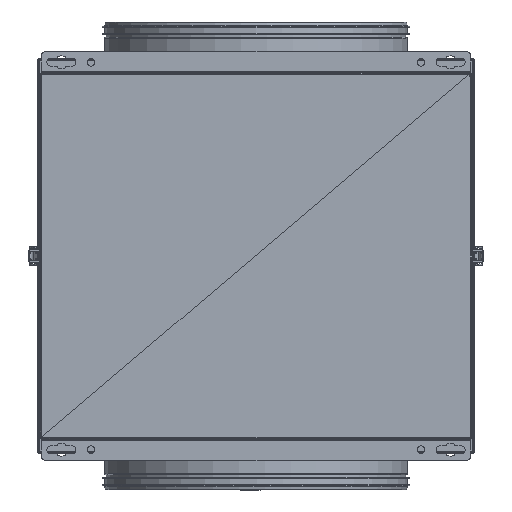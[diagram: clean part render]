
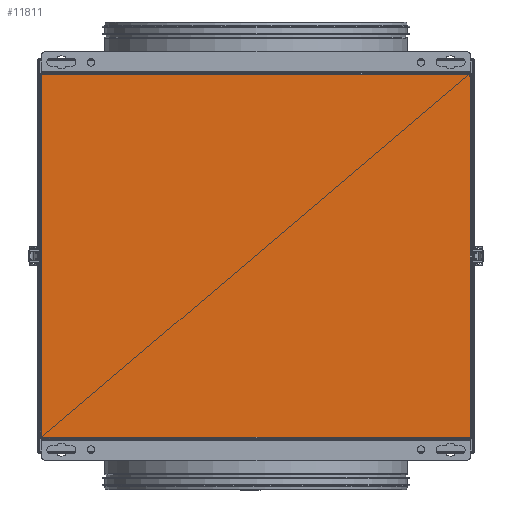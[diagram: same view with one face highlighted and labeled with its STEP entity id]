
A CAD part, front view. The second image highlights one B-rep face of the part: STEP entity #11811.
In plain terms, the highlighted planar face has unit normal (0, -1, 0).
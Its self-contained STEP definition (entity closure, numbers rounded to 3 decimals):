
#1109=PLANE('',#12994);
#1724=FACE_OUTER_BOUND('',#2579,.T.);
#2579=EDGE_LOOP('',(#9887,#9888,#9889,#9890));
#3444=LINE('',#19461,#4413);
#3452=LINE('',#19519,#4421);
#3506=LINE('',#19768,#4475);
#3507=LINE('',#19770,#4476);
#4413=VECTOR('',#15899,10.);
#4421=VECTOR('',#15921,10.);
#4475=VECTOR('',#16051,10.);
#4476=VECTOR('',#16054,10.);
#4754=VERTEX_POINT('',#16809);
#5501=VERTEX_POINT('',#19453);
#5505=VERTEX_POINT('',#19510);
#5506=VERTEX_POINT('',#19518);
#6945=EDGE_CURVE('',#4754,#5501,#3444,.T.);
#6956=EDGE_CURVE('',#5506,#5505,#3452,.T.);
#7027=EDGE_CURVE('',#5501,#5506,#3506,.T.);
#7028=EDGE_CURVE('',#5505,#4754,#3507,.T.);
#9887=ORIENTED_EDGE('',*,*,#6945,.T.);
#9888=ORIENTED_EDGE('',*,*,#7027,.T.);
#9889=ORIENTED_EDGE('',*,*,#6956,.T.);
#9890=ORIENTED_EDGE('',*,*,#7028,.T.);
#11811=ADVANCED_FACE('',(#1724),#1109,.F.);
#12994=AXIS2_PLACEMENT_3D('',#19769,#16052,#16053);
#15899=DIRECTION('',(1.,0.,0.));
#15921=DIRECTION('',(-1.,0.,0.));
#16051=DIRECTION('',(0.,0.,1.));
#16052=DIRECTION('center_axis',(0.,1.,0.));
#16053=DIRECTION('ref_axis',(0.,0.,1.));
#16054=DIRECTION('',(0.,0.,-1.));
#16809=CARTESIAN_POINT('',(-250.,0.,-211.5));
#19453=CARTESIAN_POINT('',(250.,0.,-211.5));
#19461=CARTESIAN_POINT('',(-125.,0.,-211.5));
#19510=CARTESIAN_POINT('',(-250.,0.,211.5));
#19518=CARTESIAN_POINT('',(250.,0.,211.5));
#19519=CARTESIAN_POINT('',(125.,0.,211.5));
#19768=CARTESIAN_POINT('',(250.,0.,-106.75));
#19769=CARTESIAN_POINT('Origin',(0.,0.,0.));
#19770=CARTESIAN_POINT('',(-250.,0.,106.75));
